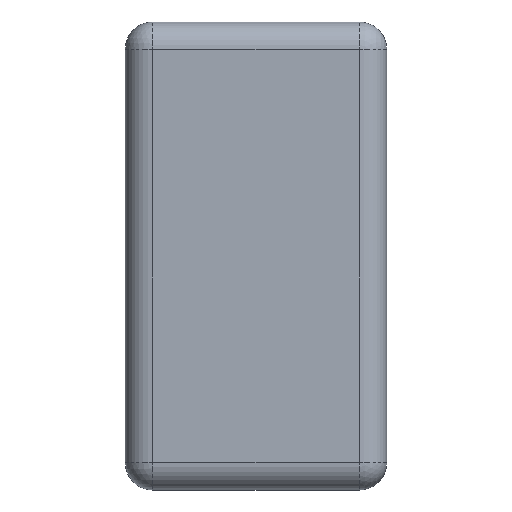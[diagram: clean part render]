
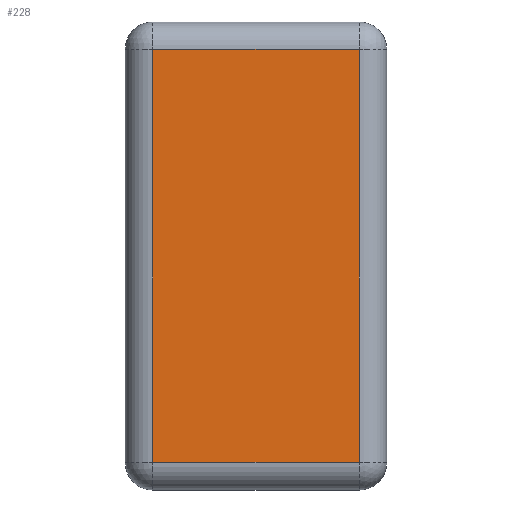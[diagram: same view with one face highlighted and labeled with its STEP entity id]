
A CAD part, top view. The second image highlights one B-rep face of the part: STEP entity #228.
In plain terms, the highlighted planar face has unit normal (0, 0, 1).
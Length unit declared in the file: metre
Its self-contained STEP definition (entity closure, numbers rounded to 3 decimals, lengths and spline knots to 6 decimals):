
#44=ORIENTED_EDGE('',*,*,#108,.T.);
#45=ORIENTED_EDGE('',*,*,#109,.T.);
#46=ORIENTED_EDGE('',*,*,#110,.T.);
#47=ORIENTED_EDGE('',*,*,#111,.T.);
#108=EDGE_CURVE('',#140,#141,#156,.F.);
#109=EDGE_CURVE('',#141,#142,#157,.T.);
#110=EDGE_CURVE('',#142,#143,#158,.T.);
#111=EDGE_CURVE('',#143,#140,#159,.F.);
#140=VERTEX_POINT('',#386);
#141=VERTEX_POINT('',#387);
#142=VERTEX_POINT('',#389);
#143=VERTEX_POINT('',#391);
#156=LINE('',#385,#176);
#157=LINE('',#388,#177);
#158=LINE('',#390,#178);
#159=LINE('',#392,#179);
#176=VECTOR('',#304,1.);
#177=VECTOR('',#305,1.);
#178=VECTOR('',#306,1.);
#179=VECTOR('',#307,1.);
#190=EDGE_LOOP('',(#44,#45,#46,#47));
#206=FACE_BOUND('',#190,.T.);
#221=PLANE('',#260);
#228=ADVANCED_FACE('',(#206),#221,.T.);
#260=AXIS2_PLACEMENT_3D('',#384,#302,#303);
#302=DIRECTION('',(0.,0.,1.));
#303=DIRECTION('',(1.,0.,0.));
#304=DIRECTION('',(1.,0.,0.));
#305=DIRECTION('',(0.,-1.,0.));
#306=DIRECTION('',(1.,0.,0.));
#307=DIRECTION('',(0.,-1.,0.));
#384=CARTESIAN_POINT('',(0.002,0.002,0.002));
#385=CARTESIAN_POINT('',(0.002,0.017,0.002));
#386=CARTESIAN_POINT('',(0.0095,0.017,0.002));
#387=CARTESIAN_POINT('',(-0.0055,0.017,0.002));
#388=CARTESIAN_POINT('',(-0.0055,-0.015,0.002));
#389=CARTESIAN_POINT('',(-0.0055,-0.013,0.002));
#390=CARTESIAN_POINT('',(0.0115,-0.013,0.002));
#391=CARTESIAN_POINT('',(0.0095,-0.013,0.002));
#392=CARTESIAN_POINT('',(0.0095,0.002,0.002));
